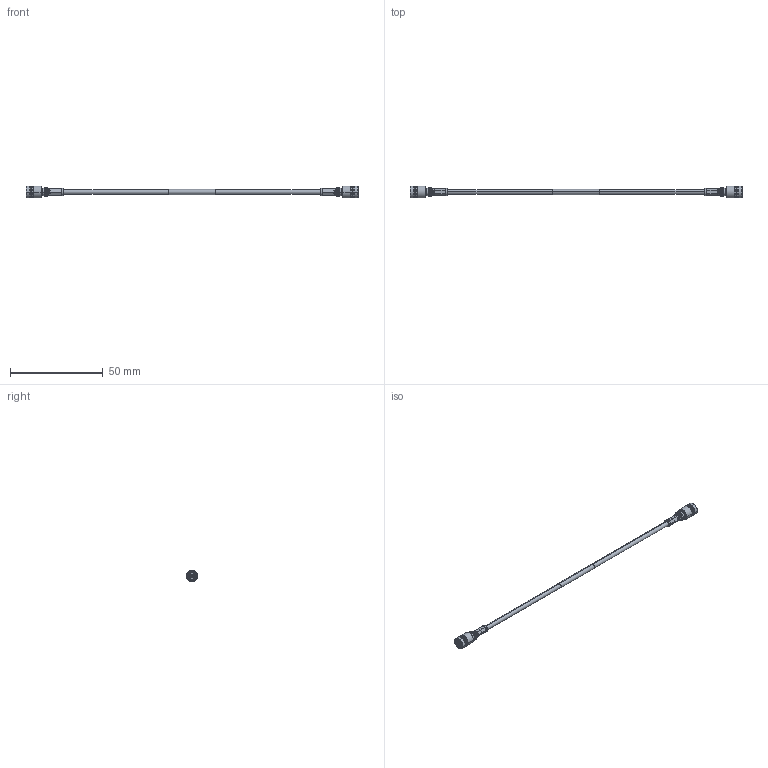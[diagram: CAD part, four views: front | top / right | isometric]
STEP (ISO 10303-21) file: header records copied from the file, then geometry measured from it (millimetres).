
FILE_DESCRIPTION (( 'STEP AP214' ), '1' );
FILE_NAME ('FMCA9849_3D.step', '2023-08-01T16:43:29', ( '' ), ( '' ), 'SwSTEP 2.0', 'SolidWorks 2022', '' );
FILE_SCHEMA (( 'AUTOMOTIVE_DESIGN' ));
Length unit declared in the file: inch
Products named in the file (3): Copy of PE45873^FMCA9849; Copy of RG316-BULK^FMCA9849; FMCA9849_3D
Assembly tree (3 placements, depth 2):
  FMCA9849_3D
    Copy of RG316-BULK^FMCA9849
    Copy of PE45873^FMCA9849  x2
Bounding box: 179.1 x 6.35 x 6.35 mm (x, y, z)
Volume: 1403.9 mm3; surface area: 2651.5 mm2
Topology: 3 solids, 3 shells, 450 faces, 1052 edges, 642 vertices
Faces by surface type: cylinder 148, cone 130, plane 124, torus 32, bspline 16
Entity records: 7157 total; most frequent: CARTESIAN_POINT 1794, DIRECTION 1123, ORIENTED_EDGE 1070, EDGE_CURVE 535, AXIS2_PLACEMENT_3D 462, VERTEX_POINT 327, EDGE_LOOP 248, CIRCLE 234
